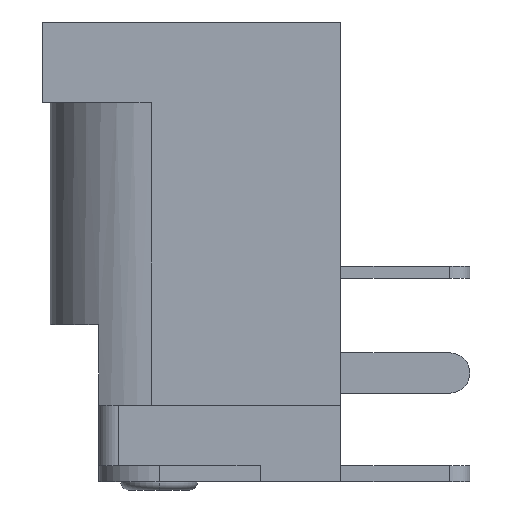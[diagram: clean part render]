
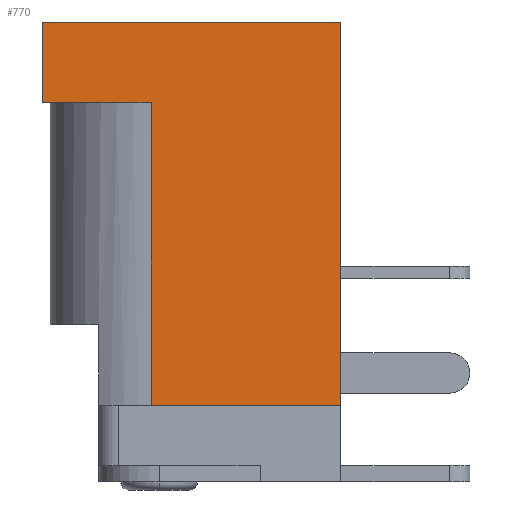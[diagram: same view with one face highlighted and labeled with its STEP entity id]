
A CAD part, left-side view. The second image highlights one B-rep face of the part: STEP entity #770.
In plain terms, the highlighted planar face has unit normal (-1, 0, 0).
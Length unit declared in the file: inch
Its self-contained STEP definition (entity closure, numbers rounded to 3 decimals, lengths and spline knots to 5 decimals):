
#100 = VERTEX_POINT ( 'NONE', #983 ) ;
#108 = VECTOR ( 'NONE', #1500, 39.37008 ) ;
#113 = DIRECTION ( 'NONE',  ( 0., 0., 1. ) ) ;
#165 = EDGE_CURVE ( 'NONE', #925, #1262, #655, .T. ) ;
#170 = ORIENTED_EDGE ( 'NONE', *, *, #1048, .T. ) ;
#175 = VECTOR ( 'NONE', #113, 39.37008 ) ;
#251 = VERTEX_POINT ( 'NONE', #1489 ) ;
#260 = VERTEX_POINT ( 'NONE', #859 ) ;
#291 = CARTESIAN_POINT ( 'NONE',  ( -0.09843, 0.29134, 0. ) ) ;
#298 = LINE ( 'NONE', #1330, #837 ) ;
#321 = ORIENTED_EDGE ( 'NONE', *, *, #1772, .F. ) ;
#401 = CARTESIAN_POINT ( 'NONE',  ( -0.09843, 0., -0.37402 ) ) ;
#450 = CARTESIAN_POINT ( 'NONE',  ( -0.09843, 0., 0. ) ) ;
#479 = LINE ( 'NONE', #622, #1428 ) ;
#622 = CARTESIAN_POINT ( 'NONE',  ( -0.09843, 0.18504, -0.07874 ) ) ;
#655 = LINE ( 'NONE', #1634, #108 ) ;
#667 = PLANE ( 'NONE',  #1889 ) ;
#678 = ORIENTED_EDGE ( 'NONE', *, *, #165, .F. ) ;
#707 = DIRECTION ( 'NONE',  ( 0., 1., 0. ) ) ;
#716 = VECTOR ( 'NONE', #1547, 39.37008 ) ;
#730 = CARTESIAN_POINT ( 'NONE',  ( -0.09843, 0.29134, -0.07874 ) ) ;
#770 = ADVANCED_FACE ( 'NONE', ( #832 ), #667, .T. ) ;
#832 = FACE_OUTER_BOUND ( 'NONE', #1437, .T. ) ;
#837 = VECTOR ( 'NONE', #707, 39.37008 ) ;
#839 = VERTEX_POINT ( 'NONE', #1158 ) ;
#859 = CARTESIAN_POINT ( 'NONE',  ( -0.09843, 0., -0.37402 ) ) ;
#912 = EDGE_CURVE ( 'NONE', #251, #925, #298, .T. ) ;
#925 = VERTEX_POINT ( 'NONE', #730 ) ;
#926 = LINE ( 'NONE', #450, #1395 ) ;
#932 = CARTESIAN_POINT ( 'NONE',  ( -0.09843, 0., -0.37402 ) ) ;
#939 = EDGE_CURVE ( 'NONE', #260, #100, #1943, .T. ) ;
#964 = DIRECTION ( 'NONE',  ( -1., 0., 0. ) ) ;
#983 = CARTESIAN_POINT ( 'NONE',  ( -0.09843, 0., 0. ) ) ;
#1048 = EDGE_CURVE ( 'NONE', #839, #260, #1969, .T. ) ;
#1091 = DIRECTION ( 'NONE',  ( 0., 0., -1. ) ) ;
#1104 = ORIENTED_EDGE ( 'NONE', *, *, #912, .F. ) ;
#1158 = CARTESIAN_POINT ( 'NONE',  ( -0.09843, 0.18504, -0.37402 ) ) ;
#1262 = VERTEX_POINT ( 'NONE', #291 ) ;
#1309 = DIRECTION ( 'NONE',  ( 0., 0., 1. ) ) ;
#1330 = CARTESIAN_POINT ( 'NONE',  ( -0.09843, 0.29134, -0.07874 ) ) ;
#1368 = DIRECTION ( 'NONE',  ( 0., -1., 0. ) ) ;
#1395 = VECTOR ( 'NONE', #1368, 39.37008 ) ;
#1428 = VECTOR ( 'NONE', #1091, 39.37008 ) ;
#1437 = EDGE_LOOP ( 'NONE', ( #1645, #170, #1776, #321, #678, #1104 ) ) ;
#1489 = CARTESIAN_POINT ( 'NONE',  ( -0.09843, 0.18504, -0.07874 ) ) ;
#1500 = DIRECTION ( 'NONE',  ( 0., 0., 1. ) ) ;
#1547 = DIRECTION ( 'NONE',  ( 0., -1., 0. ) ) ;
#1634 = CARTESIAN_POINT ( 'NONE',  ( -0.09843, 0.29134, -0.37402 ) ) ;
#1645 = ORIENTED_EDGE ( 'NONE', *, *, #1813, .T. ) ;
#1772 = EDGE_CURVE ( 'NONE', #1262, #100, #926, .T. ) ;
#1776 = ORIENTED_EDGE ( 'NONE', *, *, #939, .T. ) ;
#1813 = EDGE_CURVE ( 'NONE', #251, #839, #479, .T. ) ;
#1889 = AXIS2_PLACEMENT_3D ( 'NONE', #401, #964, #1309 ) ;
#1924 = CARTESIAN_POINT ( 'NONE',  ( -0.09843, 0., -0.37402 ) ) ;
#1943 = LINE ( 'NONE', #1924, #175 ) ;
#1969 = LINE ( 'NONE', #932, #716 ) ;
